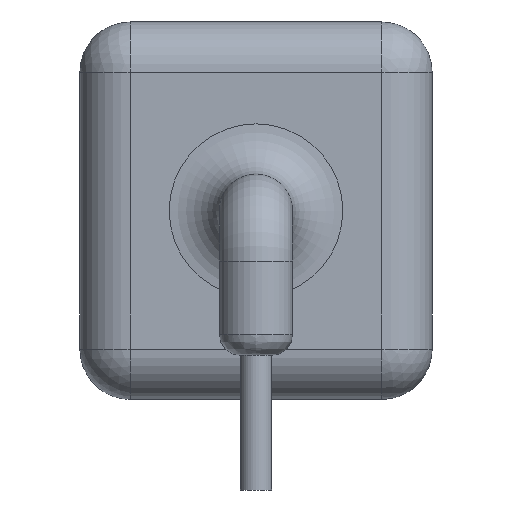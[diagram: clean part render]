
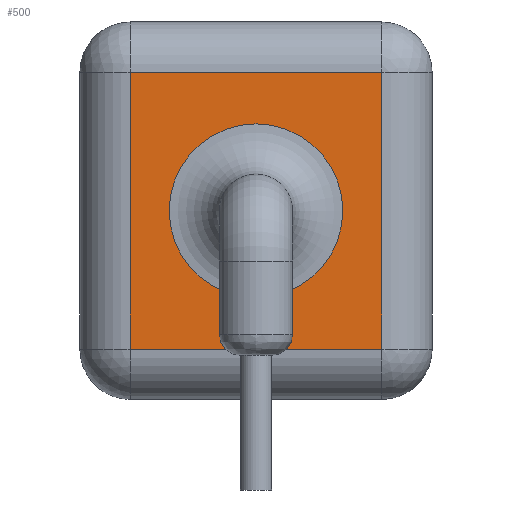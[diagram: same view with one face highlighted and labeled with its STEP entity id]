
A CAD part, left-side view. The second image highlights one B-rep face of the part: STEP entity #500.
In plain terms, the highlighted planar face has unit normal (-1, 0, 0).
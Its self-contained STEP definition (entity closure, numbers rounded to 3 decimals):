
#39=PLANE('',#633);
#48=FACE_BOUND('',#130,.T.);
#84=FACE_OUTER_BOUND('',#129,.T.);
#129=EDGE_LOOP('',(#401,#402,#403,#404));
#130=EDGE_LOOP('',(#405));
#185=CIRCLE('',#634,3.45);
#206=VERTEX_POINT('',#880);
#211=VERTEX_POINT('',#896);
#216=VERTEX_POINT('',#909);
#223=VERTEX_POINT('',#942);
#229=VERTEX_POINT('',#973);
#260=EDGE_CURVE('',#211,#206,#534,.T.);
#266=EDGE_CURVE('',#206,#216,#537,.T.);
#284=EDGE_CURVE('',#223,#211,#546,.T.);
#295=EDGE_CURVE('',#216,#223,#554,.T.);
#297=EDGE_CURVE('',#229,#229,#185,.T.);
#401=ORIENTED_EDGE('',*,*,#260,.F.);
#402=ORIENTED_EDGE('',*,*,#284,.F.);
#403=ORIENTED_EDGE('',*,*,#295,.F.);
#404=ORIENTED_EDGE('',*,*,#266,.F.);
#405=ORIENTED_EDGE('',*,*,#297,.F.);
#500=ADVANCED_FACE('',(#84,#48),#39,.F.);
#534=LINE('',#903,#559);
#537=LINE('',#914,#562);
#546=LINE('',#949,#571);
#554=LINE('',#968,#579);
#559=VECTOR('',#711,10.);
#562=VECTOR('',#724,11.);
#571=VECTOR('',#767,11.);
#579=VECTOR('',#791,10.);
#633=AXIS2_PLACEMENT_3D('',#972,#797,#798);
#634=AXIS2_PLACEMENT_3D('',#974,#799,#800);
#711=DIRECTION('',(0.,1.,0.));
#724=DIRECTION('',(0.,0.,1.));
#767=DIRECTION('',(0.,0.,-1.));
#791=DIRECTION('',(0.,-1.,0.));
#797=DIRECTION('center_axis',(1.,0.,0.));
#798=DIRECTION('ref_axis',(0.,1.,0.));
#799=DIRECTION('center_axis',(-1.,0.,0.));
#800=DIRECTION('ref_axis',(0.,0.,-1.));
#880=CARTESIAN_POINT('',(-7.3,5.,2.));
#896=CARTESIAN_POINT('',(-7.3,-5.,2.));
#903=CARTESIAN_POINT('',(-7.3,-3.5,2.));
#909=CARTESIAN_POINT('',(-7.3,5.,13.));
#914=CARTESIAN_POINT('',(-7.3,5.,0.));
#942=CARTESIAN_POINT('',(-7.3,-5.,13.));
#949=CARTESIAN_POINT('',(-7.3,-5.,0.));
#968=CARTESIAN_POINT('',(-7.3,-3.5,13.));
#972=CARTESIAN_POINT('Origin',(-7.3,-7.,0.));
#973=CARTESIAN_POINT('',(-7.3,0.,4.05));
#974=CARTESIAN_POINT('Origin',(-7.3,0.,7.5));
